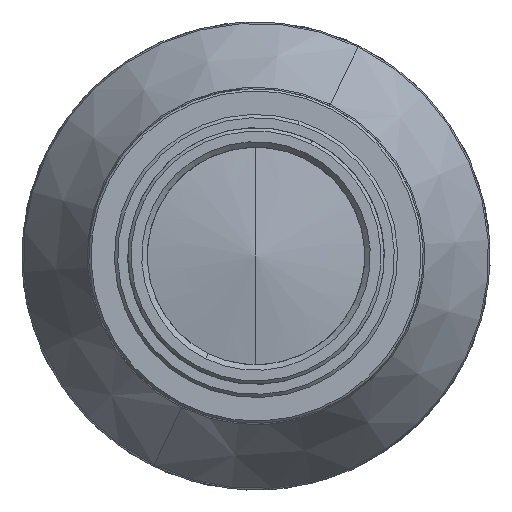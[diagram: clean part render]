
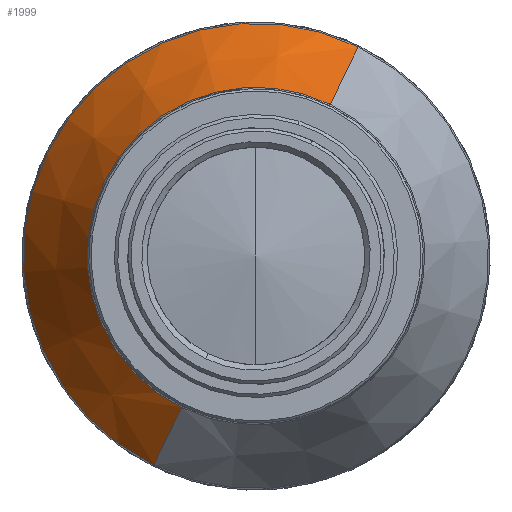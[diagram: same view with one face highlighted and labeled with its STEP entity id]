
A CAD part, left-side view. The second image highlights one B-rep face of the part: STEP entity #1999.
In plain terms, the highlighted conical face has half-angle 30 degrees and reference radius 15.134 mm.
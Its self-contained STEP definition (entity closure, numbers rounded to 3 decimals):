
#21 = CARTESIAN_POINT ( 'NONE',  ( -117.16, 6.647, -13.596 ) ) ;
#22 = EDGE_CURVE ( 'NONE', #1541, #335, #800, .T. ) ;
#85 = DIRECTION ( 'NONE',  ( 1., 0., 0. ) ) ;
#174 = DIRECTION ( 'NONE',  ( 1., 0., 0. ) ) ;
#207 = DIRECTION ( 'NONE',  ( 0.866, 0.22, -0.449 ) ) ;
#246 = VECTOR ( 'NONE', #1888, 1000. ) ;
#247 = DIRECTION ( 'NONE',  ( 0., 0.439, -0.898 ) ) ;
#332 = ORIENTED_EDGE ( 'NONE', *, *, #1534, .F. ) ;
#335 = VERTEX_POINT ( 'NONE', #2058 ) ;
#358 = CIRCLE ( 'NONE', #1937, 15.134 ) ;
#409 = EDGE_CURVE ( 'NONE', #1012, #2141, #358, .T. ) ;
#573 = EDGE_LOOP ( 'NONE', ( #1535, #1497, #1678, #332 ) ) ;
#643 = DIRECTION ( 'NONE',  ( 1., 0., 0. ) ) ;
#746 = CONICAL_SURFACE ( 'NONE', #1427, 15.134, 0.524 ) ;
#800 = CIRCLE ( 'NONE', #954, 20.866 ) ;
#854 = DIRECTION ( 'NONE',  ( 0., 0.439, -0.898 ) ) ;
#886 = CARTESIAN_POINT ( 'NONE',  ( -107.232, 9.164, -18.746 ) ) ;
#954 = AXIS2_PLACEMENT_3D ( 'NONE', #1025, #174, #854 ) ;
#1012 = VERTEX_POINT ( 'NONE', #1026 ) ;
#1025 = CARTESIAN_POINT ( 'NONE',  ( -107.232, 0., 0. ) ) ;
#1026 = CARTESIAN_POINT ( 'NONE',  ( -117.16, 6.647, -13.596 ) ) ;
#1159 = CARTESIAN_POINT ( 'NONE',  ( -117.16, -6.647, 13.596 ) ) ;
#1278 = CARTESIAN_POINT ( 'NONE',  ( -117.16, 0., 0. ) ) ;
#1405 = LINE ( 'NONE', #21, #1852 ) ;
#1427 = AXIS2_PLACEMENT_3D ( 'NONE', #1278, #85, #247 ) ;
#1497 = ORIENTED_EDGE ( 'NONE', *, *, #2076, .T. ) ;
#1534 = EDGE_CURVE ( 'NONE', #1012, #1541, #1405, .T. ) ;
#1535 = ORIENTED_EDGE ( 'NONE', *, *, #409, .T. ) ;
#1541 = VERTEX_POINT ( 'NONE', #886 ) ;
#1678 = ORIENTED_EDGE ( 'NONE', *, *, #22, .F. ) ;
#1717 = CARTESIAN_POINT ( 'NONE',  ( -117.16, -6.647, 13.596 ) ) ;
#1846 = LINE ( 'NONE', #1159, #246 ) ;
#1852 = VECTOR ( 'NONE', #207, 1000. ) ;
#1888 = DIRECTION ( 'NONE',  ( 0.866, -0.22, 0.449 ) ) ;
#1922 = DIRECTION ( 'NONE',  ( 0., -0.898, -0.439 ) ) ;
#1937 = AXIS2_PLACEMENT_3D ( 'NONE', #2105, #643, #1922 ) ;
#1999 = ADVANCED_FACE ( 'NONE', ( #2191 ), #746, .T. ) ;
#2058 = CARTESIAN_POINT ( 'NONE',  ( -107.232, -9.164, 18.746 ) ) ;
#2076 = EDGE_CURVE ( 'NONE', #2141, #335, #1846, .T. ) ;
#2105 = CARTESIAN_POINT ( 'NONE',  ( -117.16, 0., 0. ) ) ;
#2141 = VERTEX_POINT ( 'NONE', #1717 ) ;
#2191 = FACE_OUTER_BOUND ( 'NONE', #573, .T. ) ;
